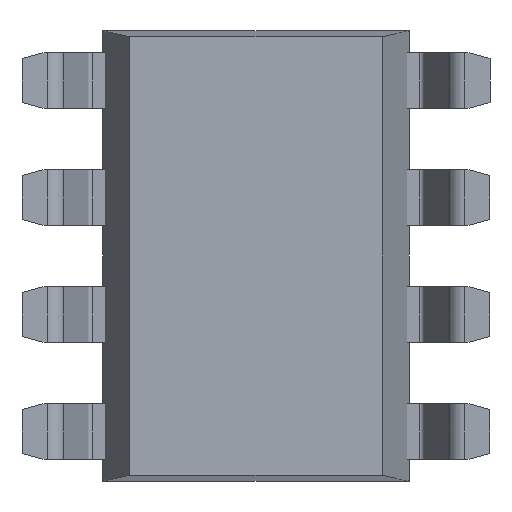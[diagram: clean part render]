
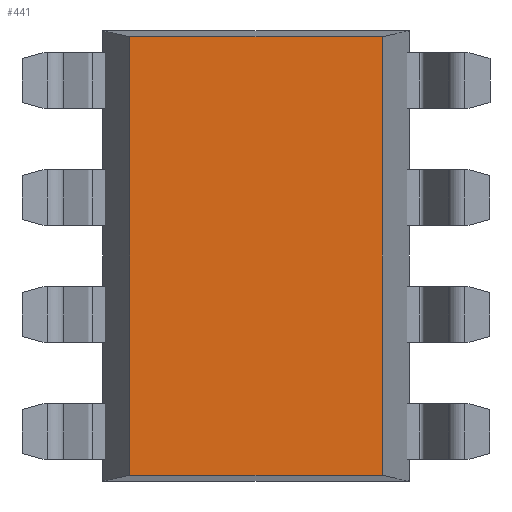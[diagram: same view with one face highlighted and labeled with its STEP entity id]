
A CAD part, front view. The second image highlights one B-rep face of the part: STEP entity #441.
In plain terms, the highlighted planar face has unit normal (0, -1, 0).
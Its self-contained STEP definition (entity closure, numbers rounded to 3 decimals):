
#49 = VERTEX_POINT ( 'NONE', #4427 ) ;
#227 = CARTESIAN_POINT ( 'NONE',  ( 2.745, -1.778, -6.215 ) ) ;
#316 = CARTESIAN_POINT ( 'NONE',  ( -2.745, -1.778, 4.761 ) ) ;
#395 = LINE ( 'NONE', #227, #3621 ) ;
#410 = DIRECTION ( 'NONE',  ( 1., 0., 0. ) ) ;
#441 = ADVANCED_FACE ( 'NONE', ( #4837 ), #4750, .T. ) ;
#540 = LINE ( 'NONE', #3349, #2751 ) ;
#714 = CARTESIAN_POINT ( 'NONE',  ( -2.745, -1.778, -6.215 ) ) ;
#1188 = EDGE_CURVE ( 'NONE', #49, #4068, #540, .T. ) ;
#1367 = EDGE_LOOP ( 'NONE', ( #5281, #3585, #4377, #2466 ) ) ;
#1826 = EDGE_CURVE ( 'NONE', #49, #5157, #3676, .T. ) ;
#2020 = EDGE_CURVE ( 'NONE', #5157, #3389, #2081, .T. ) ;
#2081 = LINE ( 'NONE', #5421, #3062 ) ;
#2116 = CARTESIAN_POINT ( 'NONE',  ( 2.745, -1.778, -4.761 ) ) ;
#2221 = DIRECTION ( 'NONE',  ( 0., 0., -1. ) ) ;
#2447 = DIRECTION ( 'NONE',  ( 0., 0., 1. ) ) ;
#2466 = ORIENTED_EDGE ( 'NONE', *, *, #2691, .T. ) ;
#2656 = DIRECTION ( 'NONE',  ( 0., -1., 0. ) ) ;
#2691 = EDGE_CURVE ( 'NONE', #4068, #3389, #395, .T. ) ;
#2751 = VECTOR ( 'NONE', #3301, 1000. ) ;
#3062 = VECTOR ( 'NONE', #410, 1000. ) ;
#3069 = CARTESIAN_POINT ( 'NONE',  ( 2.745, -1.778, 4.761 ) ) ;
#3131 = DIRECTION ( 'NONE',  ( 0., 0., 1. ) ) ;
#3301 = DIRECTION ( 'NONE',  ( 1., 0., 0. ) ) ;
#3349 = CARTESIAN_POINT ( 'NONE',  ( -3.322, -1.778, -4.761 ) ) ;
#3389 = VERTEX_POINT ( 'NONE', #3069 ) ;
#3522 = CARTESIAN_POINT ( 'NONE',  ( 0., -1.778, 0. ) ) ;
#3585 = ORIENTED_EDGE ( 'NONE', *, *, #1826, .F. ) ;
#3621 = VECTOR ( 'NONE', #3131, 1000. ) ;
#3676 = LINE ( 'NONE', #714, #4684 ) ;
#4068 = VERTEX_POINT ( 'NONE', #2116 ) ;
#4377 = ORIENTED_EDGE ( 'NONE', *, *, #1188, .T. ) ;
#4427 = CARTESIAN_POINT ( 'NONE',  ( -2.745, -1.778, -4.761 ) ) ;
#4684 = VECTOR ( 'NONE', #2447, 1000. ) ;
#4750 = PLANE ( 'NONE',  #5283 ) ;
#4837 = FACE_OUTER_BOUND ( 'NONE', #1367, .T. ) ;
#5157 = VERTEX_POINT ( 'NONE', #316 ) ;
#5281 = ORIENTED_EDGE ( 'NONE', *, *, #2020, .F. ) ;
#5283 = AXIS2_PLACEMENT_3D ( 'NONE', #3522, #2656, #2221 ) ;
#5421 = CARTESIAN_POINT ( 'NONE',  ( -3.322, -1.778, 4.761 ) ) ;
